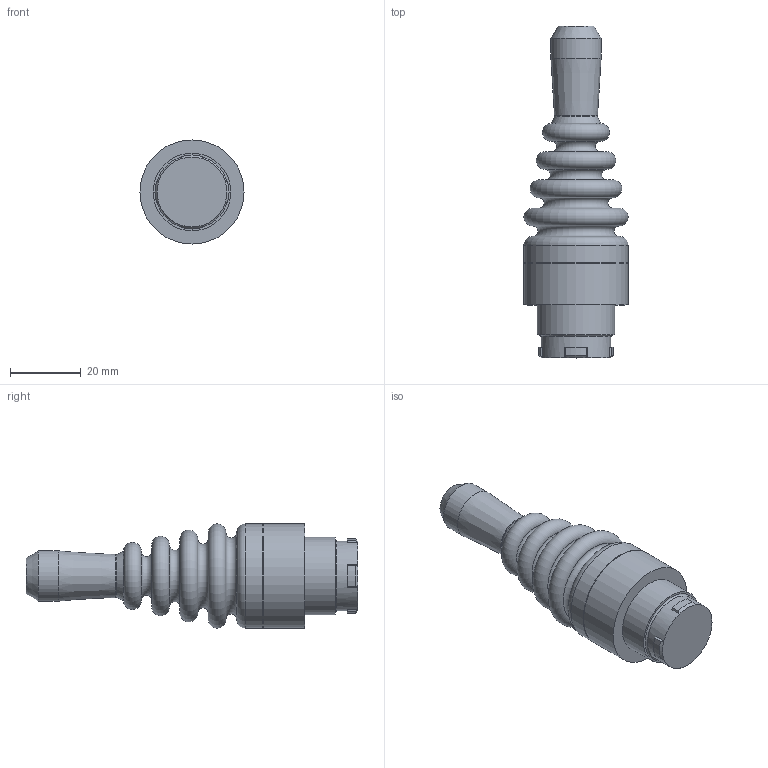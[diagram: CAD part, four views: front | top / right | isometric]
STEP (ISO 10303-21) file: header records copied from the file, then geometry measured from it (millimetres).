
FILE_DESCRIPTION(/* description */ ('STEP AP203'),/* implementation_level */ '2;1');
FILE_NAME(/* name */ 'ECX 1510N',/* time_stamp */ '2025-06-10T15:31:02+02:00',/* author */ ('License CC BY-ND 4.0'),/* organization */ ('CADENAS'),/* preprocessor_version */ 'ST-DEVELOPER v19.3',/* originating_system */ 'PARTsolutions',/* authorisation */ ' ');
FILE_SCHEMA (('CONFIG_CONTROL_DESIGN'));
Length unit declared in the file: millimetre
Products named in the file (2): ECX 1510N; ECX 1510N(button)
Assembly tree (1 placements, depth 2):
  ECX 1510N
    ECX 1510N(button)
Bounding box: 29.5 x 94 x 29.5 mm (x, y, z)
Volume: 33756.5 mm3; surface area: 8819.7 mm2
Topology: 1 solids, 1 shells, 52 faces, 104 edges, 63 vertices
Faces by surface type: plane 23, cylinder 11, torus 11, cone 7
Full cylindrical faces by diameter (mm): 9.14 x1, 14.22 x1, 19.8 x1, 22 x1, 26 x1, 29.5 x2
Entity records: 1647 total; most frequent: DIRECTION 232, CARTESIAN_POINT 222, ORIENTED_EDGE 164, AXIS2_PLACEMENT_3D 104, EDGE_CURVE 82, EDGE_LOOP 82, FACE_BOUND 82, VERTEX_POINT 62
